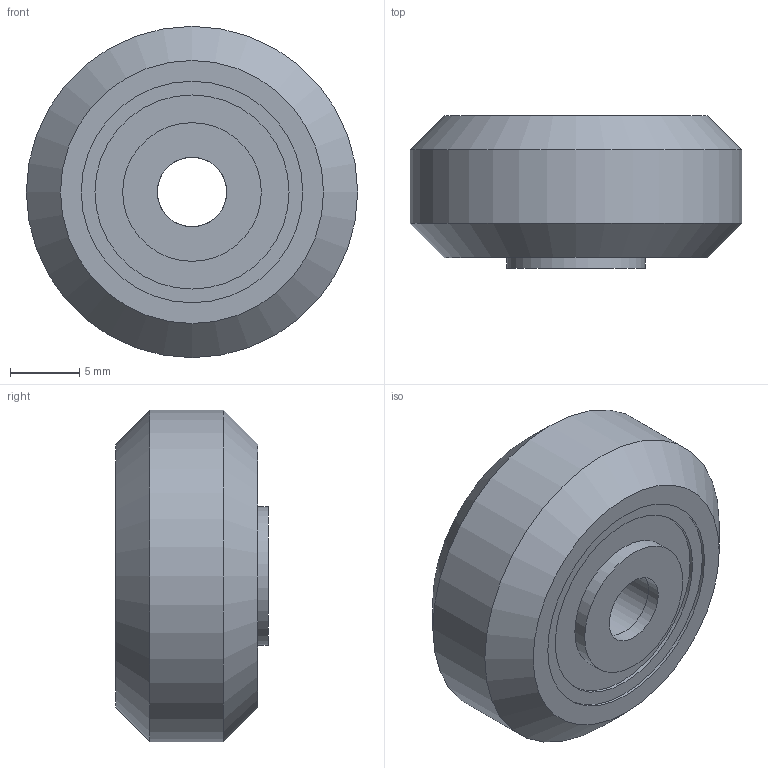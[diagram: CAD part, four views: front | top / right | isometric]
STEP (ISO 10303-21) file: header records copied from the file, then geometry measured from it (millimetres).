
FILE_DESCRIPTION(/* description */ (''),/* implementation_level */ '2;1');
FILE_NAME(/* name */ 'V-Wheel Kit.stp',/* time_stamp */ '2016-04-20T00:29:59-07:00',/* author */ ('Ben'),/* organization */ (''),/* preprocessor_version */ 'ST-DEVELOPER v15.2',/* originating_system */ 'Autodesk Inventor 2014',/* authorisation */ '');
FILE_SCHEMA (('AUTOMOTIVE_DESIGN { 1 0 10303 214 3 1 1 }'));
Length unit declared in the file: millimetre
Products named in the file (4): Solid V-Wheel; Ball Bearing 625 2RS 5x16x5; 1mm 5mm shim; V-Wheel Kit
Bounding box: 23.9 x 11 x 23.9 mm (x, y, z)
Volume: 3872.8 mm3; surface area: 3161.8 mm2
Topology: 4 solids, 4 shells, 34 faces, 52 edges, 34 vertices
Faces by surface type: cylinder 16, plane 16, cone 2
Full cylindrical faces by diameter (mm): 5 x3, 7 x4, 10 x1, 14 x4, 15.974 x1, 16 x2, 23.9 x1
Entity records: 589 total; most frequent: DIRECTION 104, CARTESIAN_POINT 74, AXIS2_PLACEMENT_3D 52, EDGE_LOOP 44, ORIENTED_EDGE 44, FACE_BOUND 28, STYLED_ITEM 25, CIRCLE 22
